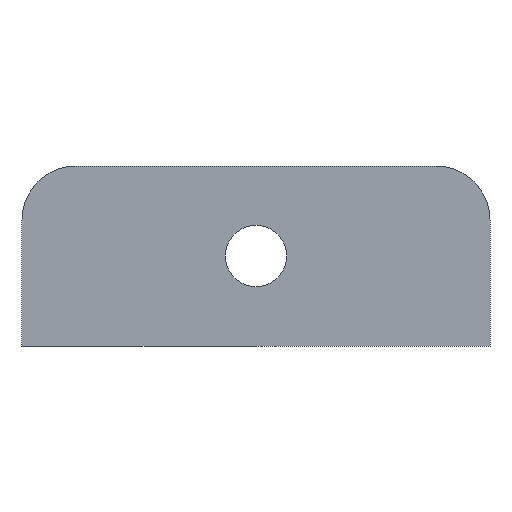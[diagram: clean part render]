
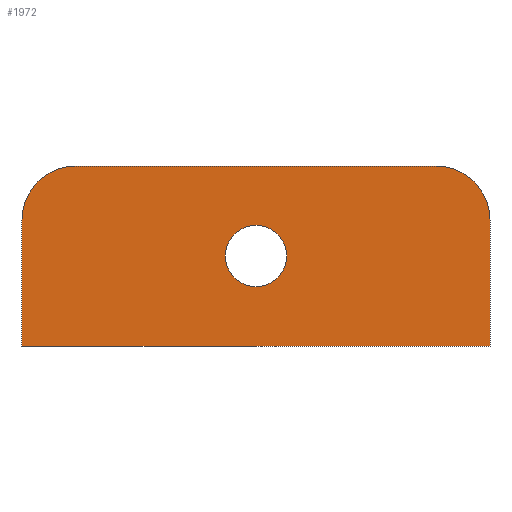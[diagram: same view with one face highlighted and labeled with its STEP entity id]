
A CAD part, front view. The second image highlights one B-rep face of the part: STEP entity #1972.
In plain terms, the highlighted planar face has unit normal (0, -1, 0).
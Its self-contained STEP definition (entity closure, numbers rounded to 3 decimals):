
#262 = PLANE('',#263);
#263 = AXIS2_PLACEMENT_3D('',#264,#265,#266);
#264 = CARTESIAN_POINT('',(-1.5,-14.5,0.));
#265 = DIRECTION('',(1.,0.,0.));
#266 = DIRECTION('',(0.,0.,1.));
#290 = PLANE('',#291);
#291 = AXIS2_PLACEMENT_3D('',#292,#293,#294);
#292 = CARTESIAN_POINT('',(-27.5,-14.5,0.));
#293 = DIRECTION('',(0.,0.,1.));
#294 = DIRECTION('',(1.,0.,0.));
#318 = PLANE('',#319);
#319 = AXIS2_PLACEMENT_3D('',#320,#321,#322);
#320 = CARTESIAN_POINT('',(-27.5,-14.5,0.));
#321 = DIRECTION('',(1.,0.,0.));
#322 = DIRECTION('',(0.,0.,1.));
#347 = CYLINDRICAL_SURFACE('',#348,3.);
#348 = AXIS2_PLACEMENT_3D('',#349,#350,#351);
#349 = CARTESIAN_POINT('',(-24.5,-14.5,7.));
#350 = DIRECTION('',(0.,1.,0.));
#351 = DIRECTION('',(-1.,0.,0.));
#375 = PLANE('',#376);
#376 = AXIS2_PLACEMENT_3D('',#377,#378,#379);
#377 = CARTESIAN_POINT('',(-27.5,-14.5,10.));
#378 = DIRECTION('',(0.,0.,1.));
#379 = DIRECTION('',(1.,0.,0.));
#406 = CYLINDRICAL_SURFACE('',#407,3.);
#407 = AXIS2_PLACEMENT_3D('',#408,#409,#410);
#408 = CARTESIAN_POINT('',(-4.5,-14.5,7.));
#409 = DIRECTION('',(0.,1.,0.));
#410 = DIRECTION('',(1.,0.,0.));
#1124 = EDGE_CURVE('',#1125,#1127,#1129,.T.);
#1125 = VERTEX_POINT('',#1126);
#1126 = CARTESIAN_POINT('',(-1.5,-14.5,0.));
#1127 = VERTEX_POINT('',#1128);
#1128 = CARTESIAN_POINT('',(-1.5,-14.5,7.));
#1129 = SURFACE_CURVE('',#1130,(#1134,#1141),.PCURVE_S1.);
#1130 = LINE('',#1131,#1132);
#1131 = CARTESIAN_POINT('',(-1.5,-14.5,0.));
#1132 = VECTOR('',#1133,1.);
#1133 = DIRECTION('',(0.,0.,1.));
#1134 = PCURVE('',#262,#1135);
#1135 = DEFINITIONAL_REPRESENTATION('',(#1136),#1140);
#1136 = LINE('',#1137,#1138);
#1137 = CARTESIAN_POINT('',(0.,0.));
#1138 = VECTOR('',#1139,1.);
#1139 = DIRECTION('',(1.,0.));
#1140 = ( GEOMETRIC_REPRESENTATION_CONTEXT(2) 
PARAMETRIC_REPRESENTATION_CONTEXT() REPRESENTATION_CONTEXT('2D SPACE',''
  ) );
#1141 = PCURVE('',#1142,#1147);
#1142 = PLANE('',#1143);
#1143 = AXIS2_PLACEMENT_3D('',#1144,#1145,#1146);
#1144 = CARTESIAN_POINT('',(-27.5,-14.5,0.));
#1145 = DIRECTION('',(0.,1.,0.));
#1146 = DIRECTION('',(0.,0.,1.));
#1147 = DEFINITIONAL_REPRESENTATION('',(#1148),#1152);
#1148 = LINE('',#1149,#1150);
#1149 = CARTESIAN_POINT('',(0.,26.));
#1150 = VECTOR('',#1151,1.);
#1151 = DIRECTION('',(1.,0.));
#1152 = ( GEOMETRIC_REPRESENTATION_CONTEXT(2) 
PARAMETRIC_REPRESENTATION_CONTEXT() REPRESENTATION_CONTEXT('2D SPACE',''
  ) );
#1200 = EDGE_CURVE('',#1127,#1201,#1203,.T.);
#1201 = VERTEX_POINT('',#1202);
#1202 = CARTESIAN_POINT('',(-4.5,-14.5,10.));
#1203 = SURFACE_CURVE('',#1204,(#1209,#1216),.PCURVE_S1.);
#1204 = CIRCLE('',#1205,3.);
#1205 = AXIS2_PLACEMENT_3D('',#1206,#1207,#1208);
#1206 = CARTESIAN_POINT('',(-4.5,-14.5,7.));
#1207 = DIRECTION('',(0.,-1.,0.));
#1208 = DIRECTION('',(0.,0.,1.));
#1209 = PCURVE('',#406,#1210);
#1210 = DEFINITIONAL_REPRESENTATION('',(#1211),#1215);
#1211 = LINE('',#1212,#1213);
#1212 = CARTESIAN_POINT('',(4.712,0.));
#1213 = VECTOR('',#1214,1.);
#1214 = DIRECTION('',(-1.,0.));
#1215 = ( GEOMETRIC_REPRESENTATION_CONTEXT(2) 
PARAMETRIC_REPRESENTATION_CONTEXT() REPRESENTATION_CONTEXT('2D SPACE',''
  ) );
#1216 = PCURVE('',#1142,#1217);
#1217 = DEFINITIONAL_REPRESENTATION('',(#1218),#1226);
#1218 = ( BOUNDED_CURVE() B_SPLINE_CURVE(2,(#1219,#1220,#1221,#1222,
#1223,#1224,#1225),.UNSPECIFIED.,.T.,.F.) B_SPLINE_CURVE_WITH_KNOTS((1,2
    ,2,2,2,1),(-2.094,0.,2.094,4.189,
6.283,8.378),.UNSPECIFIED.) CURVE() 
GEOMETRIC_REPRESENTATION_ITEM() RATIONAL_B_SPLINE_CURVE((1.,0.5,1.,0.5,
1.,0.5,1.)) REPRESENTATION_ITEM('') );
#1219 = CARTESIAN_POINT('',(10.,23.));
#1220 = CARTESIAN_POINT('',(10.,17.804));
#1221 = CARTESIAN_POINT('',(5.5,20.402));
#1222 = CARTESIAN_POINT('',(1.,23.));
#1223 = CARTESIAN_POINT('',(5.5,25.598));
#1224 = CARTESIAN_POINT('',(10.,28.196));
#1225 = CARTESIAN_POINT('',(10.,23.));
#1226 = ( GEOMETRIC_REPRESENTATION_CONTEXT(2) 
PARAMETRIC_REPRESENTATION_CONTEXT() REPRESENTATION_CONTEXT('2D SPACE',''
  ) );
#1255 = VERTEX_POINT('',#1256);
#1256 = CARTESIAN_POINT('',(-27.5,-14.5,0.));
#1277 = EDGE_CURVE('',#1255,#1125,#1278,.T.);
#1278 = SURFACE_CURVE('',#1279,(#1283,#1290),.PCURVE_S1.);
#1279 = LINE('',#1280,#1281);
#1280 = CARTESIAN_POINT('',(-27.5,-14.5,0.));
#1281 = VECTOR('',#1282,1.);
#1282 = DIRECTION('',(1.,0.,0.));
#1283 = PCURVE('',#290,#1284);
#1284 = DEFINITIONAL_REPRESENTATION('',(#1285),#1289);
#1285 = LINE('',#1286,#1287);
#1286 = CARTESIAN_POINT('',(0.,0.));
#1287 = VECTOR('',#1288,1.);
#1288 = DIRECTION('',(1.,0.));
#1289 = ( GEOMETRIC_REPRESENTATION_CONTEXT(2) 
PARAMETRIC_REPRESENTATION_CONTEXT() REPRESENTATION_CONTEXT('2D SPACE',''
  ) );
#1290 = PCURVE('',#1142,#1291);
#1291 = DEFINITIONAL_REPRESENTATION('',(#1292),#1296);
#1292 = LINE('',#1293,#1294);
#1293 = CARTESIAN_POINT('',(0.,0.));
#1294 = VECTOR('',#1295,1.);
#1295 = DIRECTION('',(0.,1.));
#1296 = ( GEOMETRIC_REPRESENTATION_CONTEXT(2) 
PARAMETRIC_REPRESENTATION_CONTEXT() REPRESENTATION_CONTEXT('2D SPACE',''
  ) );
#1305 = VERTEX_POINT('',#1306);
#1306 = CARTESIAN_POINT('',(-24.5,-14.5,10.));
#1327 = EDGE_CURVE('',#1305,#1201,#1328,.T.);
#1328 = SURFACE_CURVE('',#1329,(#1333,#1340),.PCURVE_S1.);
#1329 = LINE('',#1330,#1331);
#1330 = CARTESIAN_POINT('',(-27.5,-14.5,10.));
#1331 = VECTOR('',#1332,1.);
#1332 = DIRECTION('',(1.,0.,0.));
#1333 = PCURVE('',#375,#1334);
#1334 = DEFINITIONAL_REPRESENTATION('',(#1335),#1339);
#1335 = LINE('',#1336,#1337);
#1336 = CARTESIAN_POINT('',(0.,0.));
#1337 = VECTOR('',#1338,1.);
#1338 = DIRECTION('',(1.,0.));
#1339 = ( GEOMETRIC_REPRESENTATION_CONTEXT(2) 
PARAMETRIC_REPRESENTATION_CONTEXT() REPRESENTATION_CONTEXT('2D SPACE',''
  ) );
#1340 = PCURVE('',#1142,#1341);
#1341 = DEFINITIONAL_REPRESENTATION('',(#1342),#1346);
#1342 = LINE('',#1343,#1344);
#1343 = CARTESIAN_POINT('',(10.,0.));
#1344 = VECTOR('',#1345,1.);
#1345 = DIRECTION('',(0.,1.));
#1346 = ( GEOMETRIC_REPRESENTATION_CONTEXT(2) 
PARAMETRIC_REPRESENTATION_CONTEXT() REPRESENTATION_CONTEXT('2D SPACE',''
  ) );
#1352 = EDGE_CURVE('',#1255,#1353,#1355,.T.);
#1353 = VERTEX_POINT('',#1354);
#1354 = CARTESIAN_POINT('',(-27.5,-14.5,7.));
#1355 = SURFACE_CURVE('',#1356,(#1360,#1367),.PCURVE_S1.);
#1356 = LINE('',#1357,#1358);
#1357 = CARTESIAN_POINT('',(-27.5,-14.5,0.));
#1358 = VECTOR('',#1359,1.);
#1359 = DIRECTION('',(0.,0.,1.));
#1360 = PCURVE('',#318,#1361);
#1361 = DEFINITIONAL_REPRESENTATION('',(#1362),#1366);
#1362 = LINE('',#1363,#1364);
#1363 = CARTESIAN_POINT('',(0.,0.));
#1364 = VECTOR('',#1365,1.);
#1365 = DIRECTION('',(1.,0.));
#1366 = ( GEOMETRIC_REPRESENTATION_CONTEXT(2) 
PARAMETRIC_REPRESENTATION_CONTEXT() REPRESENTATION_CONTEXT('2D SPACE',''
  ) );
#1367 = PCURVE('',#1142,#1368);
#1368 = DEFINITIONAL_REPRESENTATION('',(#1369),#1373);
#1369 = LINE('',#1370,#1371);
#1370 = CARTESIAN_POINT('',(0.,0.));
#1371 = VECTOR('',#1372,1.);
#1372 = DIRECTION('',(1.,0.));
#1373 = ( GEOMETRIC_REPRESENTATION_CONTEXT(2) 
PARAMETRIC_REPRESENTATION_CONTEXT() REPRESENTATION_CONTEXT('2D SPACE',''
  ) );
#1401 = EDGE_CURVE('',#1353,#1305,#1402,.T.);
#1402 = SURFACE_CURVE('',#1403,(#1408,#1415),.PCURVE_S1.);
#1403 = CIRCLE('',#1404,3.);
#1404 = AXIS2_PLACEMENT_3D('',#1405,#1406,#1407);
#1405 = CARTESIAN_POINT('',(-24.5,-14.5,7.));
#1406 = DIRECTION('',(0.,1.,0.));
#1407 = DIRECTION('',(0.,0.,1.));
#1408 = PCURVE('',#347,#1409);
#1409 = DEFINITIONAL_REPRESENTATION('',(#1410),#1414);
#1410 = LINE('',#1411,#1412);
#1411 = CARTESIAN_POINT('',(-4.712,0.));
#1412 = VECTOR('',#1413,1.);
#1413 = DIRECTION('',(1.,0.));
#1414 = ( GEOMETRIC_REPRESENTATION_CONTEXT(2) 
PARAMETRIC_REPRESENTATION_CONTEXT() REPRESENTATION_CONTEXT('2D SPACE',''
  ) );
#1415 = PCURVE('',#1142,#1416);
#1416 = DEFINITIONAL_REPRESENTATION('',(#1417),#1421);
#1417 = CIRCLE('',#1418,3.);
#1418 = AXIS2_PLACEMENT_2D('',#1419,#1420);
#1419 = CARTESIAN_POINT('',(7.,3.));
#1420 = DIRECTION('',(1.,0.));
#1421 = ( GEOMETRIC_REPRESENTATION_CONTEXT(2) 
PARAMETRIC_REPRESENTATION_CONTEXT() REPRESENTATION_CONTEXT('2D SPACE',''
  ) );
#1972 = ADVANCED_FACE('',(#1973,#1981),#1142,.F.);
#1973 = FACE_BOUND('',#1974,.F.);
#1974 = EDGE_LOOP('',(#1975,#1976,#1977,#1978,#1979,#1980));
#1975 = ORIENTED_EDGE('',*,*,#1124,.F.);
#1976 = ORIENTED_EDGE('',*,*,#1277,.F.);
#1977 = ORIENTED_EDGE('',*,*,#1352,.T.);
#1978 = ORIENTED_EDGE('',*,*,#1401,.T.);
#1979 = ORIENTED_EDGE('',*,*,#1327,.T.);
#1980 = ORIENTED_EDGE('',*,*,#1200,.F.);
#1981 = FACE_BOUND('',#1982,.F.);
#1982 = EDGE_LOOP('',(#1983));
#1983 = ORIENTED_EDGE('',*,*,#1984,.F.);
#1984 = EDGE_CURVE('',#1985,#1985,#1987,.T.);
#1985 = VERTEX_POINT('',#1986);
#1986 = CARTESIAN_POINT('',(-12.8,-14.5,5.));
#1987 = SURFACE_CURVE('',#1988,(#1993,#2000),.PCURVE_S1.);
#1988 = CIRCLE('',#1989,1.7);
#1989 = AXIS2_PLACEMENT_3D('',#1990,#1991,#1992);
#1990 = CARTESIAN_POINT('',(-14.5,-14.5,5.));
#1991 = DIRECTION('',(0.,1.,0.));
#1992 = DIRECTION('',(1.,0.,0.));
#1993 = PCURVE('',#1142,#1994);
#1994 = DEFINITIONAL_REPRESENTATION('',(#1995),#1999);
#1995 = CIRCLE('',#1996,1.7);
#1996 = AXIS2_PLACEMENT_2D('',#1997,#1998);
#1997 = CARTESIAN_POINT('',(5.,13.));
#1998 = DIRECTION('',(0.,1.));
#1999 = ( GEOMETRIC_REPRESENTATION_CONTEXT(2) 
PARAMETRIC_REPRESENTATION_CONTEXT() REPRESENTATION_CONTEXT('2D SPACE',''
  ) );
#2000 = PCURVE('',#2001,#2006);
#2001 = CYLINDRICAL_SURFACE('',#2002,1.7);
#2002 = AXIS2_PLACEMENT_3D('',#2003,#2004,#2005);
#2003 = CARTESIAN_POINT('',(-14.5,-21.5,5.));
#2004 = DIRECTION('',(0.,1.,0.));
#2005 = DIRECTION('',(1.,0.,0.));
#2006 = DEFINITIONAL_REPRESENTATION('',(#2007),#2011);
#2007 = LINE('',#2008,#2009);
#2008 = CARTESIAN_POINT('',(0.,7.));
#2009 = VECTOR('',#2010,1.);
#2010 = DIRECTION('',(1.,0.));
#2011 = ( GEOMETRIC_REPRESENTATION_CONTEXT(2) 
PARAMETRIC_REPRESENTATION_CONTEXT() REPRESENTATION_CONTEXT('2D SPACE',''
  ) );
